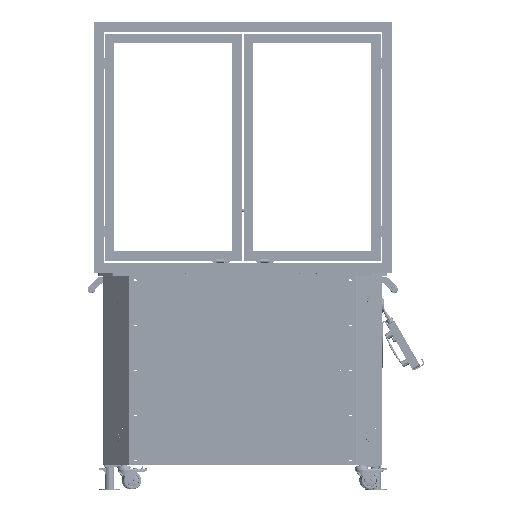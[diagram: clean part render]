
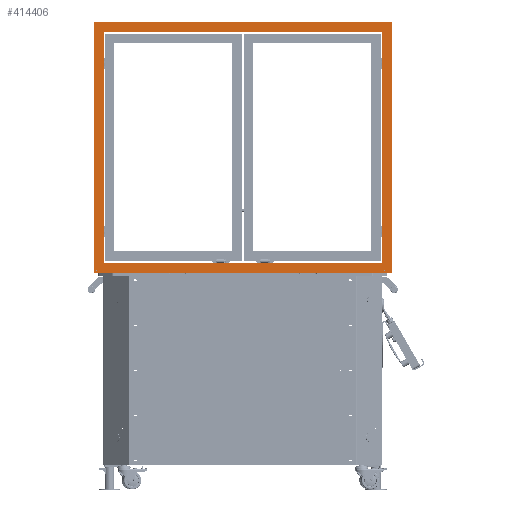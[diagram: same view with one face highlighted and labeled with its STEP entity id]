
A CAD part, front view. The second image highlights one B-rep face of the part: STEP entity #414406.
In plain terms, the highlighted planar face has unit normal (0, -1, 0).
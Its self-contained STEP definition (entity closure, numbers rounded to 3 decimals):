
#7701 = AXIS2_PLACEMENT_3D ( 'NONE', #13483, #286780, #325769 ) ;
#8098 = CARTESIAN_POINT ( 'NONE',  ( -516., -366., 1037. ) ) ;
#13483 = CARTESIAN_POINT ( 'NONE',  ( -506., -366., 9. ) ) ;
#25805 = CARTESIAN_POINT ( 'NONE',  ( -516., -366., 0. ) ) ;
#26128 = ORIENTED_EDGE ( 'NONE', *, *, #95229, .F. ) ;
#30312 = EDGE_CURVE ( 'NONE', #222287, #37306, #166713, .T. ) ;
#37306 = VERTEX_POINT ( 'NONE', #385647 ) ;
#38419 = CARTESIAN_POINT ( 'NONE',  ( -506., -366., 11.5 ) ) ;
#39603 = CARTESIAN_POINT ( 'NONE',  ( -476., -366., 1037. ) ) ;
#41947 = FACE_BOUND ( 'NONE', #300260, .T. ) ;
#47077 = FACE_BOUND ( 'NONE', #87992, .T. ) ;
#48218 = CIRCLE ( 'NONE', #396993, 2.5 ) ;
#48826 = EDGE_CURVE ( 'NONE', #115858, #283289, #48218, .T. ) ;
#51882 = CARTESIAN_POINT ( 'NONE',  ( 676., -366., 1037. ) ) ;
#53975 = EDGE_LOOP ( 'NONE', ( #64452, #393422, #357119, #26128 ) ) ;
#55465 = VECTOR ( 'NONE', #220920, 1000. ) ;
#62890 = DIRECTION ( 'NONE',  ( 0., 0., -1. ) ) ;
#64452 = ORIENTED_EDGE ( 'NONE', *, *, #333896, .F. ) ;
#64841 = VERTEX_POINT ( 'NONE', #268571 ) ;
#68717 = CARTESIAN_POINT ( 'NONE',  ( 676., -366., 997. ) ) ;
#86545 = EDGE_CURVE ( 'NONE', #37306, #222287, #174031, .T. ) ;
#87992 = EDGE_LOOP ( 'NONE', ( #116368, #260799 ) ) ;
#90893 = CARTESIAN_POINT ( 'NONE',  ( 686., -366., 9. ) ) ;
#95229 = EDGE_CURVE ( 'NONE', #96958, #326995, #256566, .T. ) ;
#96958 = VERTEX_POINT ( 'NONE', #8098 ) ;
#96974 = EDGE_CURVE ( 'NONE', #239059, #326995, #294139, .T. ) ;
#97864 = VECTOR ( 'NONE', #505566, 1000. ) ;
#99441 = DIRECTION ( 'NONE',  ( 0., -1., 0. ) ) ;
#102299 = CARTESIAN_POINT ( 'NONE',  ( -516., -366., 40. ) ) ;
#111298 = VERTEX_POINT ( 'NONE', #355194 ) ;
#115858 = VERTEX_POINT ( 'NONE', #321663 ) ;
#116368 = ORIENTED_EDGE ( 'NONE', *, *, #86545, .F. ) ;
#133711 = ORIENTED_EDGE ( 'NONE', *, *, #334885, .T. ) ;
#164170 = PLANE ( 'NONE',  #193948 ) ;
#166536 = CARTESIAN_POINT ( 'NONE',  ( 716., -366., 0. ) ) ;
#166713 = CIRCLE ( 'NONE', #457471, 2.5 ) ;
#170713 = CARTESIAN_POINT ( 'NONE',  ( -506., -366., 9. ) ) ;
#171552 = DIRECTION ( 'NONE',  ( 0., 0., -1. ) ) ;
#171897 = CARTESIAN_POINT ( 'NONE',  ( 716., -366., 997. ) ) ;
#174031 = CIRCLE ( 'NONE', #7701, 2.5 ) ;
#176616 = LINE ( 'NONE', #340463, #55465 ) ;
#186853 = VECTOR ( 'NONE', #500372, 1000. ) ;
#188163 = DIRECTION ( 'NONE',  ( 1., 0., 0. ) ) ;
#193322 = CARTESIAN_POINT ( 'NONE',  ( -516., -366., 1037. ) ) ;
#193948 = AXIS2_PLACEMENT_3D ( 'NONE', #262718, #221271, #374763 ) ;
#196512 = DIRECTION ( 'NONE',  ( 0., 0., 1. ) ) ;
#198394 = EDGE_CURVE ( 'NONE', #455164, #437657, #320051, .T. ) ;
#220920 = DIRECTION ( 'NONE',  ( -1., 0., 0. ) ) ;
#221271 = DIRECTION ( 'NONE',  ( 0., -1., 0. ) ) ;
#222287 = VERTEX_POINT ( 'NONE', #38419 ) ;
#238089 = LINE ( 'NONE', #389079, #363770 ) ;
#239059 = VERTEX_POINT ( 'NONE', #166536 ) ;
#239790 = FACE_BOUND ( 'NONE', #259215, .T. ) ;
#244767 = CARTESIAN_POINT ( 'NONE',  ( 686., -366., 6.5 ) ) ;
#246293 = DIRECTION ( 'NONE',  ( 0., -1., 0. ) ) ;
#256566 = LINE ( 'NONE', #193322, #326625 ) ;
#259215 = EDGE_LOOP ( 'NONE', ( #285833, #432383, #133711, #308332 ) ) ;
#260799 = ORIENTED_EDGE ( 'NONE', *, *, #30312, .F. ) ;
#262718 = CARTESIAN_POINT ( 'NONE',  ( -516., -366., 40. ) ) ;
#266219 = LINE ( 'NONE', #383391, #466204 ) ;
#268320 = CARTESIAN_POINT ( 'NONE',  ( 686., -366., 9. ) ) ;
#268571 = CARTESIAN_POINT ( 'NONE',  ( -476., -366., 997. ) ) ;
#283289 = VERTEX_POINT ( 'NONE', #244767 ) ;
#285833 = ORIENTED_EDGE ( 'NONE', *, *, #347890, .T. ) ;
#286780 = DIRECTION ( 'NONE',  ( 0., -1., 0. ) ) ;
#294139 = LINE ( 'NONE', #171897, #461791 ) ;
#300260 = EDGE_LOOP ( 'NONE', ( #367273, #418702 ) ) ;
#308332 = ORIENTED_EDGE ( 'NONE', *, *, #198394, .T. ) ;
#320051 = LINE ( 'NONE', #51882, #495359 ) ;
#321663 = CARTESIAN_POINT ( 'NONE',  ( 686., -366., 11.5 ) ) ;
#321793 = DIRECTION ( 'NONE',  ( 0., 0., -1. ) ) ;
#325769 = DIRECTION ( 'NONE',  ( 0., 0., -1. ) ) ;
#326625 = VECTOR ( 'NONE', #188163, 1000. ) ;
#326995 = VERTEX_POINT ( 'NONE', #497590 ) ;
#330609 = DIRECTION ( 'NONE',  ( 0., 0., 1. ) ) ;
#333896 = EDGE_CURVE ( 'NONE', #470671, #96958, #238089, .T. ) ;
#334885 = EDGE_CURVE ( 'NONE', #64841, #455164, #266219, .T. ) ;
#340463 = CARTESIAN_POINT ( 'NONE',  ( -516., -366., 0. ) ) ;
#347890 = EDGE_CURVE ( 'NONE', #437657, #111298, #458680, .T. ) ;
#355194 = CARTESIAN_POINT ( 'NONE',  ( -476., -366., 40. ) ) ;
#357119 = ORIENTED_EDGE ( 'NONE', *, *, #96974, .T. ) ;
#363770 = VECTOR ( 'NONE', #196512, 1000. ) ;
#367199 = EDGE_CURVE ( 'NONE', #239059, #470671, #176616, .T. ) ;
#367273 = ORIENTED_EDGE ( 'NONE', *, *, #377044, .F. ) ;
#374763 = DIRECTION ( 'NONE',  ( 1., 0., 0. ) ) ;
#377044 = EDGE_CURVE ( 'NONE', #283289, #115858, #395102, .T. ) ;
#377710 = CARTESIAN_POINT ( 'NONE',  ( 676., -366., 40. ) ) ;
#383391 = CARTESIAN_POINT ( 'NONE',  ( -516., -366., 997. ) ) ;
#385647 = CARTESIAN_POINT ( 'NONE',  ( -506., -366., 6.5 ) ) ;
#389079 = CARTESIAN_POINT ( 'NONE',  ( -516., -366., 997. ) ) ;
#393422 = ORIENTED_EDGE ( 'NONE', *, *, #367199, .F. ) ;
#395102 = CIRCLE ( 'NONE', #420182, 2.5 ) ;
#396744 = DIRECTION ( 'NONE',  ( 0., 0., -1. ) ) ;
#396993 = AXIS2_PLACEMENT_3D ( 'NONE', #268320, #99441, #62890 ) ;
#408170 = DIRECTION ( 'NONE',  ( 0., -1., 0. ) ) ;
#414406 = ADVANCED_FACE ( 'NONE', ( #239790, #481641, #47077, #41947 ), #164170, .T. ) ;
#418702 = ORIENTED_EDGE ( 'NONE', *, *, #48826, .F. ) ;
#420182 = AXIS2_PLACEMENT_3D ( 'NONE', #90893, #408170, #396744 ) ;
#422259 = DIRECTION ( 'NONE',  ( 1., 0., 0. ) ) ;
#432383 = ORIENTED_EDGE ( 'NONE', *, *, #471299, .T. ) ;
#432404 = LINE ( 'NONE', #39603, #97864 ) ;
#437657 = VERTEX_POINT ( 'NONE', #377710 ) ;
#455164 = VERTEX_POINT ( 'NONE', #68717 ) ;
#457471 = AXIS2_PLACEMENT_3D ( 'NONE', #170713, #246293, #321793 ) ;
#458680 = LINE ( 'NONE', #102299, #186853 ) ;
#461791 = VECTOR ( 'NONE', #330609, 1000. ) ;
#466204 = VECTOR ( 'NONE', #422259, 1000. ) ;
#470671 = VERTEX_POINT ( 'NONE', #25805 ) ;
#471299 = EDGE_CURVE ( 'NONE', #111298, #64841, #432404, .T. ) ;
#481641 = FACE_OUTER_BOUND ( 'NONE', #53975, .T. ) ;
#495359 = VECTOR ( 'NONE', #171552, 1000. ) ;
#497590 = CARTESIAN_POINT ( 'NONE',  ( 716., -366., 1037. ) ) ;
#500372 = DIRECTION ( 'NONE',  ( -1., 0., 0. ) ) ;
#505566 = DIRECTION ( 'NONE',  ( 0., 0., 1. ) ) ;
